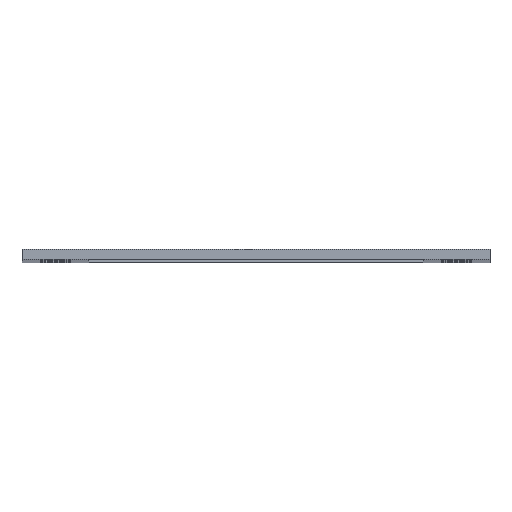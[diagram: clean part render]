
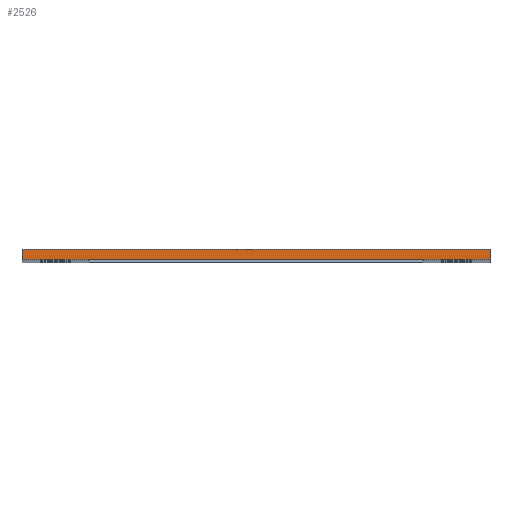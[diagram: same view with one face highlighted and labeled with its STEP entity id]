
A CAD part, top view. The second image highlights one B-rep face of the part: STEP entity #2526.
In plain terms, the highlighted planar face has unit normal (0, 0, 1).
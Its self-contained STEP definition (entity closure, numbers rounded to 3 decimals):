
#55 = DIRECTION ( 'NONE',  ( 0., -1., 0. ) ) ;
#423 = ORIENTED_EDGE ( 'NONE', *, *, #806, .F. ) ;
#442 = CARTESIAN_POINT ( 'NONE',  ( -35., 0.75, 162.5 ) ) ;
#451 = VERTEX_POINT ( 'NONE', #595 ) ;
#535 = VECTOR ( 'NONE', #1148, 1000. ) ;
#595 = CARTESIAN_POINT ( 'NONE',  ( -35., 0.75, 162.5 ) ) ;
#667 = LINE ( 'NONE', #1346, #2537 ) ;
#709 = AXIS2_PLACEMENT_3D ( 'NONE', #442, #1238, #1799 ) ;
#711 = ORIENTED_EDGE ( 'NONE', *, *, #1269, .T. ) ;
#806 = EDGE_CURVE ( 'NONE', #2709, #1846, #667, .T. ) ;
#1140 = EDGE_CURVE ( 'NONE', #3004, #1846, #1411, .T. ) ;
#1144 = LINE ( 'NONE', #2315, #2523 ) ;
#1148 = DIRECTION ( 'NONE',  ( 1., 0., 0. ) ) ;
#1238 = DIRECTION ( 'NONE',  ( 0., 0., -1. ) ) ;
#1246 = DIRECTION ( 'NONE',  ( 1., 0., 0. ) ) ;
#1269 = EDGE_CURVE ( 'NONE', #451, #3004, #2779, .T. ) ;
#1274 = FACE_OUTER_BOUND ( 'NONE', #2959, .T. ) ;
#1284 = VECTOR ( 'NONE', #2729, 1000. ) ;
#1346 = CARTESIAN_POINT ( 'NONE',  ( 35., 0.75, 162.5 ) ) ;
#1401 = CARTESIAN_POINT ( 'NONE',  ( -35., -0.75, 162.5 ) ) ;
#1411 = LINE ( 'NONE', #1401, #535 ) ;
#1799 = DIRECTION ( 'NONE',  ( -1., 0., 0. ) ) ;
#1846 = VERTEX_POINT ( 'NONE', #3304 ) ;
#1905 = CARTESIAN_POINT ( 'NONE',  ( 35., 0.75, 162.5 ) ) ;
#2315 = CARTESIAN_POINT ( 'NONE',  ( -35., 0.75, 162.5 ) ) ;
#2523 = VECTOR ( 'NONE', #1246, 1000. ) ;
#2526 = ADVANCED_FACE ( 'NONE', ( #1274 ), #3112, .F. ) ;
#2537 = VECTOR ( 'NONE', #55, 1000. ) ;
#2709 = VERTEX_POINT ( 'NONE', #1905 ) ;
#2729 = DIRECTION ( 'NONE',  ( 0., -1., 0. ) ) ;
#2733 = ORIENTED_EDGE ( 'NONE', *, *, #3048, .F. ) ;
#2779 = LINE ( 'NONE', #2987, #1284 ) ;
#2792 = CARTESIAN_POINT ( 'NONE',  ( -35., -0.75, 162.5 ) ) ;
#2959 = EDGE_LOOP ( 'NONE', ( #3332, #423, #2733, #711 ) ) ;
#2987 = CARTESIAN_POINT ( 'NONE',  ( -35., 0.75, 162.5 ) ) ;
#3004 = VERTEX_POINT ( 'NONE', #2792 ) ;
#3048 = EDGE_CURVE ( 'NONE', #451, #2709, #1144, .T. ) ;
#3112 = PLANE ( 'NONE',  #709 ) ;
#3304 = CARTESIAN_POINT ( 'NONE',  ( 35., -0.75, 162.5 ) ) ;
#3332 = ORIENTED_EDGE ( 'NONE', *, *, #1140, .T. ) ;
